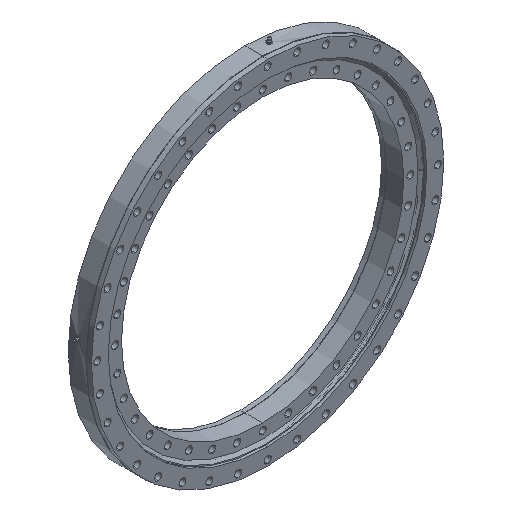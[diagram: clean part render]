
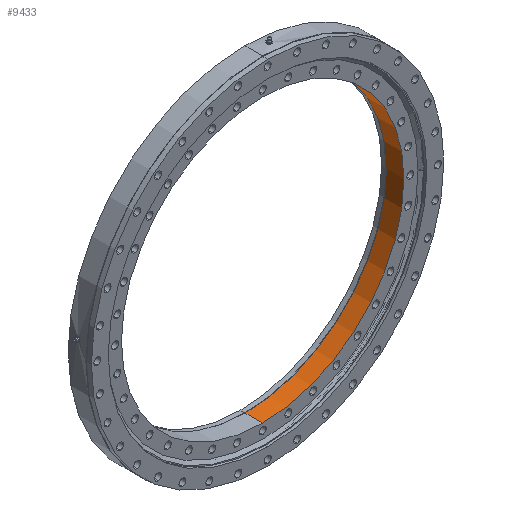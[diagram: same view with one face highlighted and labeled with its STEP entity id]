
A CAD part, isometric view. The second image highlights one B-rep face of the part: STEP entity #9433.
In plain terms, the highlighted cylindrical face has radius 286 mm (diameter 572 mm), a partial arc.
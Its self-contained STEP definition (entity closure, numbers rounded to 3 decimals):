
#103 = ORIENTED_EDGE ( 'NONE', *, *, #8009, .F. ) ;
#203 = EDGE_CURVE ( 'NONE', #4981, #9570, #6565, .T. ) ;
#660 = EDGE_CURVE ( 'NONE', #8572, #4072, #8122, .T. ) ;
#1309 = ORIENTED_EDGE ( 'NONE', *, *, #203, .F. ) ;
#1362 = DIRECTION ( 'NONE',  ( 0., 0., 1. ) ) ;
#1369 = DIRECTION ( 'NONE',  ( 0., 0., 1. ) ) ;
#1383 = DIRECTION ( 'NONE',  ( 0., -1., 0. ) ) ;
#1387 = DIRECTION ( 'NONE',  ( 0., 1., 0. ) ) ;
#1390 = CARTESIAN_POINT ( 'NONE',  ( 0., 18., 0. ) ) ;
#1411 = CARTESIAN_POINT ( 'NONE',  ( 0., -18., 0. ) ) ;
#1438 = ORIENTED_EDGE ( 'NONE', *, *, #3049, .F. ) ;
#1686 = CARTESIAN_POINT ( 'NONE',  ( 0., 18., 286. ) ) ;
#1895 = CARTESIAN_POINT ( 'NONE',  ( 0., 31.029, -286. ) ) ;
#1930 = CARTESIAN_POINT ( 'NONE',  ( 0., 18., -286. ) ) ;
#1940 = DIRECTION ( 'NONE',  ( 0., 1., 0. ) ) ;
#2017 = CIRCLE ( 'NONE', #6376, 286. ) ;
#3049 = EDGE_CURVE ( 'NONE', #8572, #4981, #9440, .T. ) ;
#3934 = VECTOR ( 'NONE', #1940, 1000. ) ;
#4072 = VERTEX_POINT ( 'NONE', #1686 ) ;
#4310 = EDGE_LOOP ( 'NONE', ( #1309, #1438, #7879, #103 ) ) ;
#4397 = CYLINDRICAL_SURFACE ( 'NONE', #7730, 286. ) ;
#4675 = FACE_OUTER_BOUND ( 'NONE', #4310, .T. ) ;
#4703 = DIRECTION ( 'NONE',  ( 0., 1., 0. ) ) ;
#4717 = AXIS2_PLACEMENT_3D ( 'NONE', #1411, #1387, #1369 ) ;
#4852 = CARTESIAN_POINT ( 'NONE',  ( 0., 31.029, 0. ) ) ;
#4922 = DIRECTION ( 'NONE',  ( 0., 0., 1. ) ) ;
#4981 = VERTEX_POINT ( 'NONE', #8051 ) ;
#6376 = AXIS2_PLACEMENT_3D ( 'NONE', #1390, #1383, #1362 ) ;
#6565 = LINE ( 'NONE', #1895, #3934 ) ;
#7730 = AXIS2_PLACEMENT_3D ( 'NONE', #4852, #4703, #4922 ) ;
#7781 = VECTOR ( 'NONE', #8746, 1000. ) ;
#7879 = ORIENTED_EDGE ( 'NONE', *, *, #660, .T. ) ;
#8009 = EDGE_CURVE ( 'NONE', #9570, #4072, #2017, .T. ) ;
#8049 = CARTESIAN_POINT ( 'NONE',  ( 0., -18., 286. ) ) ;
#8051 = CARTESIAN_POINT ( 'NONE',  ( 0., -18., -286. ) ) ;
#8122 = LINE ( 'NONE', #8662, #7781 ) ;
#8572 = VERTEX_POINT ( 'NONE', #8049 ) ;
#8662 = CARTESIAN_POINT ( 'NONE',  ( 0., 31.029, 286. ) ) ;
#8746 = DIRECTION ( 'NONE',  ( 0., 1., 0. ) ) ;
#9433 = ADVANCED_FACE ( 'NONE', ( #4675 ), #4397, .F. ) ;
#9440 = CIRCLE ( 'NONE', #4717, 286. ) ;
#9570 = VERTEX_POINT ( 'NONE', #1930 ) ;
